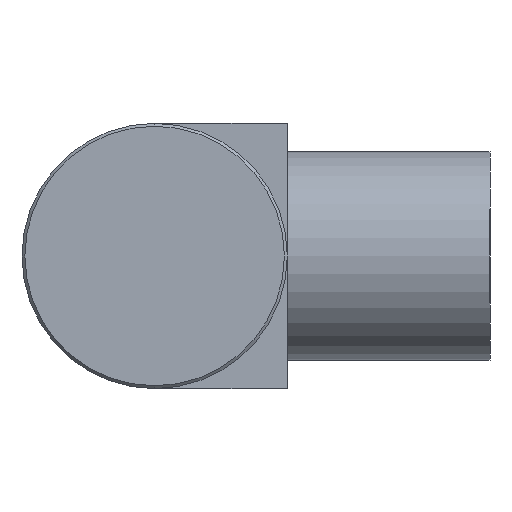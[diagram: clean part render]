
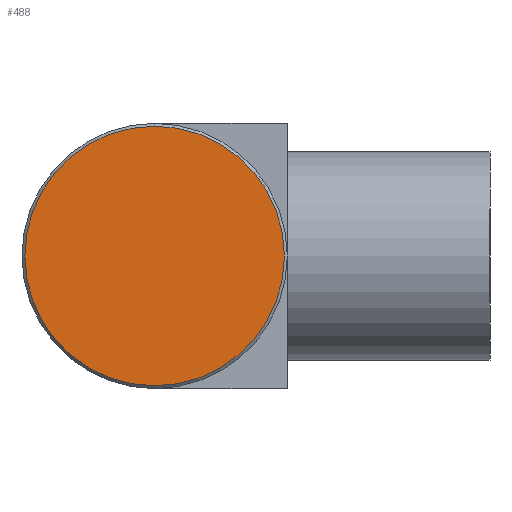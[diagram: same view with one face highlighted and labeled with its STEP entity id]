
A CAD part, left-side view. The second image highlights one B-rep face of the part: STEP entity #488.
In plain terms, the highlighted planar face has unit normal (-1, 0, 0).
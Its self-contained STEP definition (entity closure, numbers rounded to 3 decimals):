
#32 = DIRECTION ( 'NONE',  ( 0., 0., 1. ) ) ;
#40 = CARTESIAN_POINT ( 'NONE',  ( 0., 0., 0. ) ) ;
#97 = DIRECTION ( 'NONE',  ( 0., 0., 1. ) ) ;
#154 = VERTEX_POINT ( 'NONE', #826 ) ;
#210 = DIRECTION ( 'NONE',  ( -1., 0., 0. ) ) ;
#367 = CIRCLE ( 'NONE', #725, 13.7 ) ;
#382 = DIRECTION ( 'NONE',  ( 1., 0., 0. ) ) ;
#456 = ORIENTED_EDGE ( 'NONE', *, *, #545, .T. ) ;
#468 = DIRECTION ( 'NONE',  ( 0., 0., -1. ) ) ;
#488 = ADVANCED_FACE ( 'NONE', ( #946 ), #560, .F. ) ;
#545 = EDGE_CURVE ( 'NONE', #696, #154, #367, .T. ) ;
#560 = PLANE ( 'NONE',  #746 ) ;
#562 = CARTESIAN_POINT ( 'NONE',  ( 0., 0., 13.7 ) ) ;
#583 = EDGE_LOOP ( 'NONE', ( #1053, #456 ) ) ;
#595 = CARTESIAN_POINT ( 'NONE',  ( 0., 0., 0. ) ) ;
#632 = CARTESIAN_POINT ( 'NONE',  ( 0., 0., 0. ) ) ;
#689 = DIRECTION ( 'NONE',  ( -1., 0., 0. ) ) ;
#696 = VERTEX_POINT ( 'NONE', #562 ) ;
#725 = AXIS2_PLACEMENT_3D ( 'NONE', #632, #210, #32 ) ;
#741 = AXIS2_PLACEMENT_3D ( 'NONE', #595, #689, #97 ) ;
#746 = AXIS2_PLACEMENT_3D ( 'NONE', #40, #382, #468 ) ;
#778 = CIRCLE ( 'NONE', #741, 13.7 ) ;
#826 = CARTESIAN_POINT ( 'NONE',  ( 0., 0., -13.7 ) ) ;
#917 = EDGE_CURVE ( 'NONE', #154, #696, #778, .T. ) ;
#946 = FACE_OUTER_BOUND ( 'NONE', #583, .T. ) ;
#1053 = ORIENTED_EDGE ( 'NONE', *, *, #917, .T. ) ;
